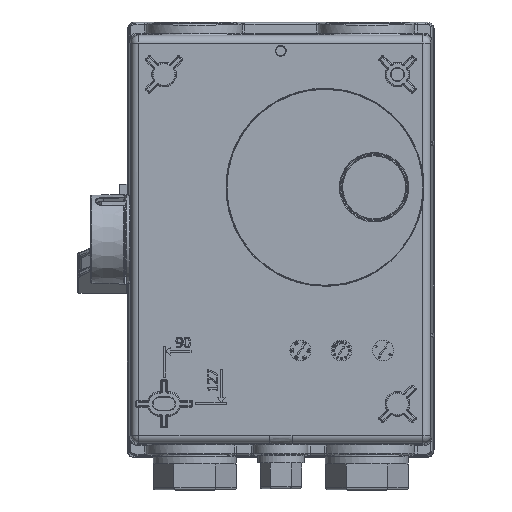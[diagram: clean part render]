
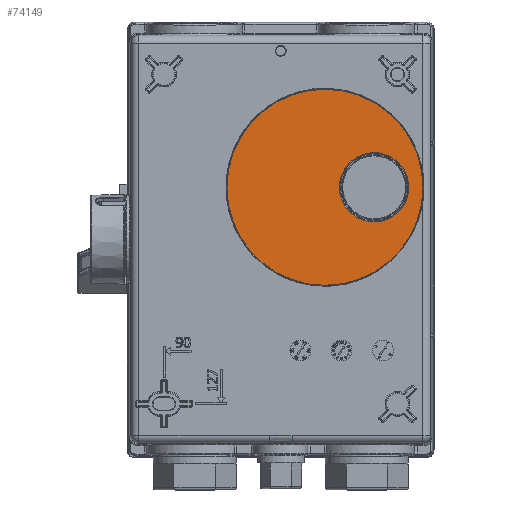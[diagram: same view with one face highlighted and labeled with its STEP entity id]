
A CAD part, top view. The second image highlights one B-rep face of the part: STEP entity #74149.
In plain terms, the highlighted planar face has unit normal (0, 0, 1).
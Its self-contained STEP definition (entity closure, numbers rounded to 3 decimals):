
#11816=CARTESIAN_POINT('',(76.132,103.478,41.495));
#11817=DIRECTION('',(0.,0.,1.));
#11818=DIRECTION('',(1.,0.,0.));
#11819=AXIS2_PLACEMENT_3D('',#11816,#11817,#11818);
#11821=CARTESIAN_POINT('',(76.132,103.478,41.495));
#11822=DIRECTION('',(0.,0.,1.));
#11823=DIRECTION('',(-1.,0.,0.));
#11824=AXIS2_PLACEMENT_3D('',#11821,#11822,#11823);
#11826=CARTESIAN_POINT('',(95.089,103.478,41.495));
#11827=DIRECTION('',(0.,0.,-1.));
#11828=DIRECTION('',(1.,0.,0.));
#11829=AXIS2_PLACEMENT_3D('',#11826,#11827,#11828);
#11831=CARTESIAN_POINT('',(95.089,103.478,41.495));
#11832=DIRECTION('',(0.,0.,-1.));
#11833=DIRECTION('',(-1.,0.,0.));
#11834=AXIS2_PLACEMENT_3D('',#11831,#11832,#11833);
#48372=CARTESIAN_POINT('',(108.457,103.478,41.495));
#48373=VERTEX_POINT('',#48372);
#48374=CARTESIAN_POINT('',(81.721,103.478,41.495));
#48375=VERTEX_POINT('',#48374);
#48376=CARTESIAN_POINT('',(38.335,103.478,41.495));
#48377=VERTEX_POINT('',#48376);
#48378=CARTESIAN_POINT('',(113.93,103.478,41.495));
#48379=VERTEX_POINT('',#48378);
#74134=CARTESIAN_POINT('',(76.132,103.478,41.495));
#74135=DIRECTION('',(0.,0.,-1.));
#74136=DIRECTION('',(-1.,0.,0.));
#74137=AXIS2_PLACEMENT_3D('',#74134,#74135,#74136);
#74138=PLANE('',#74137);
#74139=ORIENTED_EDGE('',*,*,#74100,.F.);
#74140=ORIENTED_EDGE('',*,*,#74115,.F.);
#74141=EDGE_LOOP('',(#74139,#74140));
#74142=FACE_OUTER_BOUND('',#74141,.F.);
#74144=ORIENTED_EDGE('',*,*,#74143,.F.);
#74146=ORIENTED_EDGE('',*,*,#74145,.F.);
#74147=EDGE_LOOP('',(#74144,#74146));
#74148=FACE_BOUND('',#74147,.F.);
#11820=CIRCLE('',#11819,37.797);
#11825=CIRCLE('',#11824,37.797);
#11830=CIRCLE('',#11829,13.368);
#11835=CIRCLE('',#11834,13.368);
#74100=EDGE_CURVE('',#48379,#48377,#11820,.T.);
#74115=EDGE_CURVE('',#48377,#48379,#11825,.T.);
#74143=EDGE_CURVE('',#48373,#48375,#11830,.T.);
#74145=EDGE_CURVE('',#48375,#48373,#11835,.T.);
#74149=ADVANCED_FACE('',(#74142,#74148),#74138,.F.);
